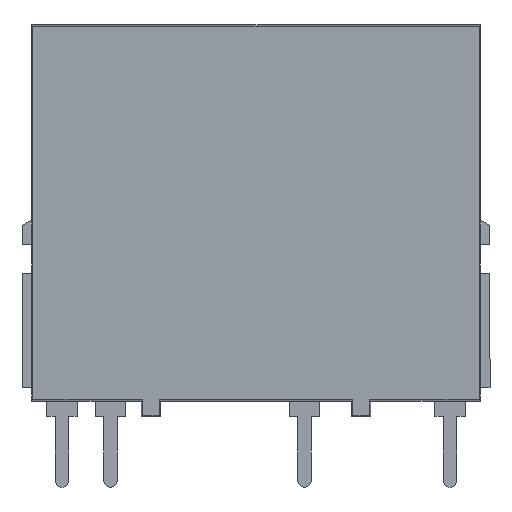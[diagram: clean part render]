
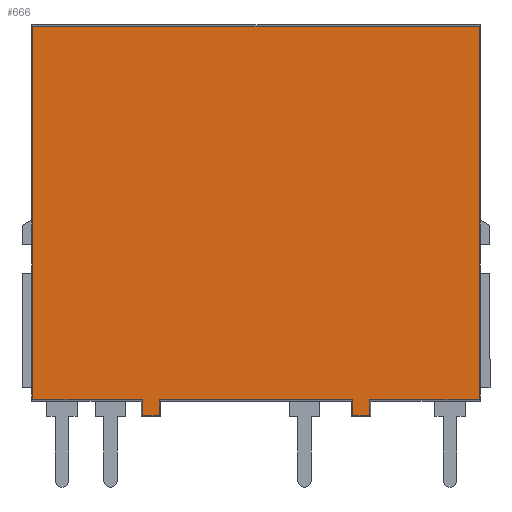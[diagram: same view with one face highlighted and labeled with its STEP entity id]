
A CAD part, top view. The second image highlights one B-rep face of the part: STEP entity #666.
In plain terms, the highlighted face is planar.
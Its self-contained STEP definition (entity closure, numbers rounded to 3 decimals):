
#22 = CARTESIAN_POINT ( 'NONE',  ( -11.687, 1.2, 0.063 ) ) ;
#31 = EDGE_CURVE ( 'NONE', #368, #2685, #2077, .T. ) ;
#54 = EDGE_CURVE ( 'NONE', #2161, #2303, #1061, .T. ) ;
#66 = DIRECTION ( 'NONE',  ( 0., 0., 1. ) ) ;
#75 = LINE ( 'NONE', #382, #331 ) ;
#86 = DIRECTION ( 'NONE',  ( 0., 0., 1. ) ) ;
#108 = LINE ( 'NONE', #248, #1993 ) ;
#135 = CARTESIAN_POINT ( 'NONE',  ( -5.063, 1.2, 0.063 ) ) ;
#137 = LINE ( 'NONE', #750, #661 ) ;
#187 = AXIS2_PLACEMENT_3D ( 'NONE', #918, #1345, #86 ) ;
#189 = DIRECTION ( 'NONE',  ( 0., 0., 1. ) ) ;
#211 = CARTESIAN_POINT ( 'NONE',  ( 5.937, 1.2, 0.863 ) ) ;
#243 = CARTESIAN_POINT ( 'NONE',  ( 11.687, 1.2, 20.437 ) ) ;
#248 = CARTESIAN_POINT ( 'NONE',  ( 11.687, 1.2, 0.863 ) ) ;
#255 = EDGE_CURVE ( 'NONE', #2179, #1858, #75, .T. ) ;
#331 = VECTOR ( 'NONE', #604, 1000. ) ;
#358 = VERTEX_POINT ( 'NONE', #211 ) ;
#368 = VERTEX_POINT ( 'NONE', #2368 ) ;
#382 = CARTESIAN_POINT ( 'NONE',  ( -11.687, 1.2, 20.437 ) ) ;
#386 = DIRECTION ( 'NONE',  ( -1., 0., 0. ) ) ;
#405 = ORIENTED_EDGE ( 'NONE', *, *, #1902, .T. ) ;
#476 = ORIENTED_EDGE ( 'NONE', *, *, #1162, .T. ) ;
#515 = CARTESIAN_POINT ( 'NONE',  ( -11.687, 1.2, 0.863 ) ) ;
#521 = CARTESIAN_POINT ( 'NONE',  ( -11.687, 1.2, 0.863 ) ) ;
#540 = EDGE_LOOP ( 'NONE', ( #405, #1536, #933, #1164, #1248, #1952, #476, #998, #2720, #625, #1849, #1652 ) ) ;
#548 = CARTESIAN_POINT ( 'NONE',  ( 5.063, 1.2, 0.063 ) ) ;
#604 = DIRECTION ( 'NONE',  ( 1., 0., 0. ) ) ;
#625 = ORIENTED_EDGE ( 'NONE', *, *, #54, .T. ) ;
#661 = VECTOR ( 'NONE', #1826, 1000. ) ;
#666 = ADVANCED_FACE ( 'NONE', ( #2565 ), #1161, .T. ) ;
#684 = DIRECTION ( 'NONE',  ( 0., 0., -1. ) ) ;
#750 = CARTESIAN_POINT ( 'NONE',  ( -5.063, 1.2, 0.863 ) ) ;
#762 = CARTESIAN_POINT ( 'NONE',  ( -11.687, 1.2, 20.437 ) ) ;
#842 = VERTEX_POINT ( 'NONE', #2708 ) ;
#866 = CARTESIAN_POINT ( 'NONE',  ( -5.937, 1.2, 0.863 ) ) ;
#873 = DIRECTION ( 'NONE',  ( 0., 0., -1. ) ) ;
#874 = VECTOR ( 'NONE', #873, 1000. ) ;
#918 = CARTESIAN_POINT ( 'NONE',  ( -11.687, 1.2, 0.863 ) ) ;
#927 = VECTOR ( 'NONE', #1656, 1000. ) ;
#933 = ORIENTED_EDGE ( 'NONE', *, *, #2050, .T. ) ;
#960 = EDGE_CURVE ( 'NONE', #2420, #358, #2394, .T. ) ;
#998 = ORIENTED_EDGE ( 'NONE', *, *, #1130, .T. ) ;
#1050 = EDGE_CURVE ( 'NONE', #2770, #2161, #2162, .T. ) ;
#1061 = LINE ( 'NONE', #1844, #927 ) ;
#1130 = EDGE_CURVE ( 'NONE', #842, #2770, #1133, .T. ) ;
#1133 = LINE ( 'NONE', #22, #1615 ) ;
#1161 = PLANE ( 'NONE',  #187 ) ;
#1162 = EDGE_CURVE ( 'NONE', #358, #842, #1646, .T. ) ;
#1164 = ORIENTED_EDGE ( 'NONE', *, *, #255, .T. ) ;
#1172 = CARTESIAN_POINT ( 'NONE',  ( -5.937, 1.2, 0.063 ) ) ;
#1183 = DIRECTION ( 'NONE',  ( -1., 0., 0. ) ) ;
#1248 = ORIENTED_EDGE ( 'NONE', *, *, #1970, .T. ) ;
#1327 = VERTEX_POINT ( 'NONE', #1172 ) ;
#1345 = DIRECTION ( 'NONE',  ( 0., 1., 0. ) ) ;
#1416 = CARTESIAN_POINT ( 'NONE',  ( -11.687, 1.2, 0.863 ) ) ;
#1521 = DIRECTION ( 'NONE',  ( -1., 0., 0. ) ) ;
#1526 = CARTESIAN_POINT ( 'NONE',  ( 5.937, 1.2, 0.863 ) ) ;
#1536 = ORIENTED_EDGE ( 'NONE', *, *, #31, .T. ) ;
#1565 = LINE ( 'NONE', #1625, #2110 ) ;
#1581 = VECTOR ( 'NONE', #189, 1000. ) ;
#1606 = LINE ( 'NONE', #866, #2621 ) ;
#1615 = VECTOR ( 'NONE', #1521, 1000. ) ;
#1625 = CARTESIAN_POINT ( 'NONE',  ( -11.687, 1.2, 0.063 ) ) ;
#1646 = LINE ( 'NONE', #1526, #874 ) ;
#1652 = ORIENTED_EDGE ( 'NONE', *, *, #2467, .T. ) ;
#1656 = DIRECTION ( 'NONE',  ( -1., 0., 0. ) ) ;
#1826 = DIRECTION ( 'NONE',  ( 0., 0., -1. ) ) ;
#1844 = CARTESIAN_POINT ( 'NONE',  ( -11.687, 1.2, 0.863 ) ) ;
#1849 = ORIENTED_EDGE ( 'NONE', *, *, #2128, .T. ) ;
#1858 = VERTEX_POINT ( 'NONE', #243 ) ;
#1902 = EDGE_CURVE ( 'NONE', #1327, #368, #1606, .T. ) ;
#1952 = ORIENTED_EDGE ( 'NONE', *, *, #960, .T. ) ;
#1970 = EDGE_CURVE ( 'NONE', #1858, #2420, #108, .T. ) ;
#1993 = VECTOR ( 'NONE', #684, 1000. ) ;
#1994 = CARTESIAN_POINT ( 'NONE',  ( -11.687, 1.2, 0.863 ) ) ;
#2033 = CARTESIAN_POINT ( 'NONE',  ( 11.687, 1.2, 0.863 ) ) ;
#2036 = VECTOR ( 'NONE', #386, 1000. ) ;
#2050 = EDGE_CURVE ( 'NONE', #2685, #2179, #2579, .T. ) ;
#2075 = CARTESIAN_POINT ( 'NONE',  ( 5.063, 1.2, 0.863 ) ) ;
#2077 = LINE ( 'NONE', #521, #2620 ) ;
#2079 = VECTOR ( 'NONE', #66, 1000. ) ;
#2110 = VECTOR ( 'NONE', #2701, 1000. ) ;
#2128 = EDGE_CURVE ( 'NONE', #2303, #2477, #137, .T. ) ;
#2161 = VERTEX_POINT ( 'NONE', #2075 ) ;
#2162 = LINE ( 'NONE', #2757, #1581 ) ;
#2179 = VERTEX_POINT ( 'NONE', #762 ) ;
#2303 = VERTEX_POINT ( 'NONE', #2765 ) ;
#2366 = DIRECTION ( 'NONE',  ( 0., 0., 1. ) ) ;
#2368 = CARTESIAN_POINT ( 'NONE',  ( -5.937, 1.2, 0.863 ) ) ;
#2394 = LINE ( 'NONE', #1416, #2036 ) ;
#2420 = VERTEX_POINT ( 'NONE', #2033 ) ;
#2467 = EDGE_CURVE ( 'NONE', #2477, #1327, #1565, .T. ) ;
#2477 = VERTEX_POINT ( 'NONE', #135 ) ;
#2565 = FACE_OUTER_BOUND ( 'NONE', #540, .T. ) ;
#2579 = LINE ( 'NONE', #515, #2079 ) ;
#2620 = VECTOR ( 'NONE', #1183, 1000. ) ;
#2621 = VECTOR ( 'NONE', #2366, 1000. ) ;
#2685 = VERTEX_POINT ( 'NONE', #1994 ) ;
#2701 = DIRECTION ( 'NONE',  ( -1., 0., 0. ) ) ;
#2708 = CARTESIAN_POINT ( 'NONE',  ( 5.937, 1.2, 0.063 ) ) ;
#2720 = ORIENTED_EDGE ( 'NONE', *, *, #1050, .T. ) ;
#2757 = CARTESIAN_POINT ( 'NONE',  ( 5.063, 1.2, 0.863 ) ) ;
#2765 = CARTESIAN_POINT ( 'NONE',  ( -5.063, 1.2, 0.863 ) ) ;
#2770 = VERTEX_POINT ( 'NONE', #548 ) ;
